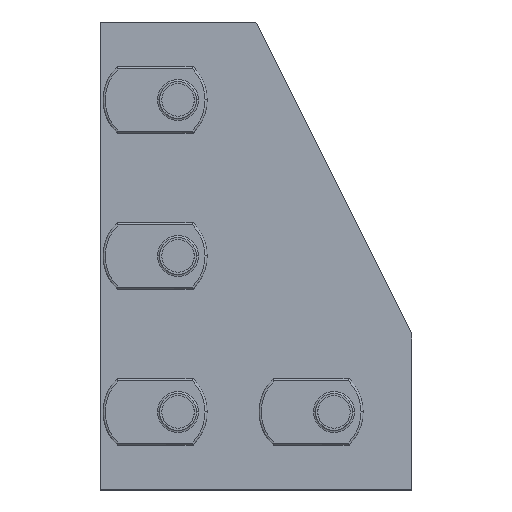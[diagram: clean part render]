
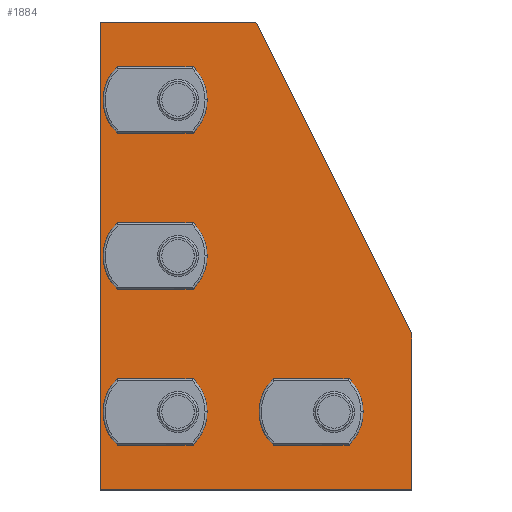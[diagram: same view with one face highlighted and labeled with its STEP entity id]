
A CAD part, top view. The second image highlights one B-rep face of the part: STEP entity #1884.
In plain terms, the highlighted planar face has unit normal (0, 0, 1).
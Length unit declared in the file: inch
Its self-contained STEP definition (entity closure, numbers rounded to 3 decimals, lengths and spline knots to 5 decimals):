
#2 = EDGE_CURVE ( 'NONE', #1913, #1936, #118, .T. ) ;
#28 = EDGE_CURVE ( 'NONE', #80, #1892, #283, .T. ) ;
#36 = EDGE_CURVE ( 'NONE', #2055, #2116, #323, .T. ) ;
#51 = VERTEX_POINT ( 'NONE', #443 ) ;
#52 = EDGE_CURVE ( 'NONE', #429, #1624, #453, .T. ) ;
#63 = EDGE_CURVE ( 'NONE', #428, #51, #672, .T. ) ;
#80 = VERTEX_POINT ( 'NONE', #864 ) ;
#89 = ORIENTED_EDGE ( 'NONE', *, *, #52, .F. ) ;
#90 = VERTEX_POINT ( 'NONE', #911 ) ;
#97 = EDGE_CURVE ( 'NONE', #90, #80, #928, .T. ) ;
#118 = CIRCLE ( 'NONE', #119, 0.164 ) ;
#119 = AXIS2_PLACEMENT_3D ( 'NONE', #120, #121, #122 ) ;
#120 = CARTESIAN_POINT ( 'NONE',  ( 0.75, 2.25, 0.25 ) ) ;
#121 = DIRECTION ( 'NONE',  ( 0., 0., 1. ) ) ;
#122 = DIRECTION ( 'NONE',  ( 1., 0., 0. ) ) ;
#283 = LINE ( 'NONE', #284, #285 ) ;
#284 = CARTESIAN_POINT ( 'NONE',  ( 3., 1.5, 0.25 ) ) ;
#285 = VECTOR ( 'NONE', #286, 39.37008 ) ;
#286 = DIRECTION ( 'NONE',  ( 0., 1., 0. ) ) ;
#323 = CIRCLE ( 'NONE', #324, 0.164 ) ;
#324 = AXIS2_PLACEMENT_3D ( 'NONE', #325, #326, #327 ) ;
#325 = CARTESIAN_POINT ( 'NONE',  ( 0.75, 3.75, 0.25 ) ) ;
#326 = DIRECTION ( 'NONE',  ( 0., 0., 1. ) ) ;
#327 = DIRECTION ( 'NONE',  ( 1., 0., 0. ) ) ;
#361 = CARTESIAN_POINT ( 'NONE',  ( 0.586, 3.75, 0.25 ) ) ;
#387 = LINE ( 'NONE', #388, #389 ) ;
#388 = CARTESIAN_POINT ( 'NONE',  ( 0., 4.5, 0.25 ) ) ;
#389 = VECTOR ( 'NONE', #390, 39.37008 ) ;
#390 = DIRECTION ( 'NONE',  ( -1., 0., 0. ) ) ;
#400 = CARTESIAN_POINT ( 'NONE',  ( 0.586, 0.75, 0.25 ) ) ;
#401 = CARTESIAN_POINT ( 'NONE',  ( 2.414, 0.75, 0.25 ) ) ;
#414 = CARTESIAN_POINT ( 'NONE',  ( 0.586, 2.25, 0.25 ) ) ;
#428 = VERTEX_POINT ( 'NONE', #400 ) ;
#429 = VERTEX_POINT ( 'NONE', #401 ) ;
#443 = CARTESIAN_POINT ( 'NONE',  ( 0.914, 0.75, 0.25 ) ) ;
#453 = CIRCLE ( 'NONE', #454, 0.164 ) ;
#454 = AXIS2_PLACEMENT_3D ( 'NONE', #455, #456, #457 ) ;
#455 = CARTESIAN_POINT ( 'NONE',  ( 2.25, 0.75, 0.25 ) ) ;
#456 = DIRECTION ( 'NONE',  ( 0., 0., 1. ) ) ;
#457 = DIRECTION ( 'NONE',  ( 1., 0., 0. ) ) ;
#470 = CARTESIAN_POINT ( 'NONE',  ( 2.086, 0.75, 0.25 ) ) ;
#495 = EDGE_LOOP ( 'NONE', ( #1432, #1058 ) ) ;
#523 = CIRCLE ( 'NONE', #524, 0.164 ) ;
#524 = AXIS2_PLACEMENT_3D ( 'NONE', #525, #526, #527 ) ;
#525 = CARTESIAN_POINT ( 'NONE',  ( 0.75, 3.75, 0.25 ) ) ;
#526 = DIRECTION ( 'NONE',  ( 0., 0., 1. ) ) ;
#527 = DIRECTION ( 'NONE',  ( 1., 0., 0. ) ) ;
#558 = CARTESIAN_POINT ( 'NONE',  ( 0.914, 2.25, 0.25 ) ) ;
#598 = CIRCLE ( 'NONE', #601, 0.164 ) ;
#601 = AXIS2_PLACEMENT_3D ( 'NONE', #602, #603, #604 ) ;
#602 = CARTESIAN_POINT ( 'NONE',  ( 2.25, 0.75, 0.25 ) ) ;
#603 = DIRECTION ( 'NONE',  ( 0., 0., 1. ) ) ;
#604 = DIRECTION ( 'NONE',  ( 1., 0., 0. ) ) ;
#636 = EDGE_CURVE ( 'NONE', #1624, #429, #598, .T. ) ;
#672 = CIRCLE ( 'NONE', #673, 0.164 ) ;
#673 = AXIS2_PLACEMENT_3D ( 'NONE', #674, #675, #676 ) ;
#674 = CARTESIAN_POINT ( 'NONE',  ( 0.75, 0.75, 0.25 ) ) ;
#675 = DIRECTION ( 'NONE',  ( 0., 0., 1. ) ) ;
#676 = DIRECTION ( 'NONE',  ( 1., 0., 0. ) ) ;
#713 = CIRCLE ( 'NONE', #714, 0.164 ) ;
#714 = AXIS2_PLACEMENT_3D ( 'NONE', #715, #716, #717 ) ;
#715 = CARTESIAN_POINT ( 'NONE',  ( 0.75, 2.25, 0.25 ) ) ;
#716 = DIRECTION ( 'NONE',  ( 0., 0., 1. ) ) ;
#717 = DIRECTION ( 'NONE',  ( 1., 0., 0. ) ) ;
#749 = CARTESIAN_POINT ( 'NONE',  ( 0., 4.5, 0.25 ) ) ;
#821 = ORIENTED_EDGE ( 'NONE', *, *, #2062, .F. ) ;
#864 = CARTESIAN_POINT ( 'NONE',  ( 3., 0., 0.25 ) ) ;
#911 = CARTESIAN_POINT ( 'NONE',  ( 0., 0., 0.25 ) ) ;
#921 = CARTESIAN_POINT ( 'NONE',  ( 1.5, 4.5, 0.25 ) ) ;
#928 = LINE ( 'NONE', #929, #930 ) ;
#929 = CARTESIAN_POINT ( 'NONE',  ( 3., 0., 0.25 ) ) ;
#930 = VECTOR ( 'NONE', #931, 39.37008 ) ;
#931 = DIRECTION ( 'NONE',  ( 1., 0., 0. ) ) ;
#948 = LINE ( 'NONE', #949, #950 ) ;
#949 = CARTESIAN_POINT ( 'NONE',  ( 1.5, 4.5, 0.25 ) ) ;
#950 = VECTOR ( 'NONE', #951, 39.37008 ) ;
#951 = DIRECTION ( 'NONE',  ( -0.447, 0.894, 0. ) ) ;
#952 = FACE_BOUND ( 'NONE', #1830, .T. ) ;
#953 = FACE_BOUND ( 'NONE', #495, .T. ) ;
#954 = FACE_BOUND ( 'NONE', #2012, .T. ) ;
#955 = FACE_BOUND ( 'NONE', #2043, .T. ) ;
#956 = FACE_OUTER_BOUND ( 'NONE', #2005, .T. ) ;
#958 = PLANE ( 'NONE',  #959 ) ;
#959 = AXIS2_PLACEMENT_3D ( 'NONE', #960, #961, #962 ) ;
#960 = CARTESIAN_POINT ( 'NONE',  ( 0., 0., 0.25 ) ) ;
#961 = DIRECTION ( 'NONE',  ( 0., 0., -1. ) ) ;
#962 = DIRECTION ( 'NONE',  ( -1., 0., 0. ) ) ;
#994 = CIRCLE ( 'NONE', #995, 0.164 ) ;
#995 = AXIS2_PLACEMENT_3D ( 'NONE', #996, #997, #998 ) ;
#996 = CARTESIAN_POINT ( 'NONE',  ( 0.75, 0.75, 0.25 ) ) ;
#997 = DIRECTION ( 'NONE',  ( 0., 0., 1. ) ) ;
#998 = DIRECTION ( 'NONE',  ( 1., 0., 0. ) ) ;
#1010 = CARTESIAN_POINT ( 'NONE',  ( 3., 1.5, 0.25 ) ) ;
#1030 = LINE ( 'NONE', #1031, #1032 ) ;
#1031 = CARTESIAN_POINT ( 'NONE',  ( 0., 0., 0.25 ) ) ;
#1032 = VECTOR ( 'NONE', #1033, 39.37008 ) ;
#1033 = DIRECTION ( 'NONE',  ( 0., -1., 0. ) ) ;
#1035 = CARTESIAN_POINT ( 'NONE',  ( 0.914, 3.75, 0.25 ) ) ;
#1058 = ORIENTED_EDGE ( 'NONE', *, *, #2, .F. ) ;
#1312 = ORIENTED_EDGE ( 'NONE', *, *, #1486, .T. ) ;
#1432 = ORIENTED_EDGE ( 'NONE', *, *, #1957, .F. ) ;
#1486 = EDGE_CURVE ( 'NONE', #1868, #1822, #387, .T. ) ;
#1560 = ORIENTED_EDGE ( 'NONE', *, *, #2044, .T. ) ;
#1624 = VERTEX_POINT ( 'NONE', #470 ) ;
#1822 = VERTEX_POINT ( 'NONE', #749 ) ;
#1830 = EDGE_LOOP ( 'NONE', ( #1983, #821 ) ) ;
#1837 = ORIENTED_EDGE ( 'NONE', *, *, #28, .T. ) ;
#1843 = ORIENTED_EDGE ( 'NONE', *, *, #1900, .T. ) ;
#1868 = VERTEX_POINT ( 'NONE', #921 ) ;
#1884 = ADVANCED_FACE ( 'NONE', ( #952, #953, #954, #955, #956 ), #958, .F. ) ;
#1892 = VERTEX_POINT ( 'NONE', #1010 ) ;
#1895 = ORIENTED_EDGE ( 'NONE', *, *, #97, .T. ) ;
#1900 = EDGE_CURVE ( 'NONE', #1822, #90, #1030, .T. ) ;
#1913 = VERTEX_POINT ( 'NONE', #414 ) ;
#1936 = VERTEX_POINT ( 'NONE', #558 ) ;
#1957 = EDGE_CURVE ( 'NONE', #1936, #1913, #713, .T. ) ;
#1983 = ORIENTED_EDGE ( 'NONE', *, *, #36, .F. ) ;
#2005 = EDGE_LOOP ( 'NONE', ( #1895, #1837, #1560, #1312, #1843 ) ) ;
#2012 = EDGE_LOOP ( 'NONE', ( #89, #2059 ) ) ;
#2023 = ORIENTED_EDGE ( 'NONE', *, *, #63, .F. ) ;
#2043 = EDGE_LOOP ( 'NONE', ( #2063, #2023 ) ) ;
#2044 = EDGE_CURVE ( 'NONE', #1892, #1868, #948, .T. ) ;
#2049 = EDGE_CURVE ( 'NONE', #51, #428, #994, .T. ) ;
#2055 = VERTEX_POINT ( 'NONE', #1035 ) ;
#2059 = ORIENTED_EDGE ( 'NONE', *, *, #636, .F. ) ;
#2062 = EDGE_CURVE ( 'NONE', #2116, #2055, #523, .T. ) ;
#2063 = ORIENTED_EDGE ( 'NONE', *, *, #2049, .F. ) ;
#2116 = VERTEX_POINT ( 'NONE', #361 ) ;
